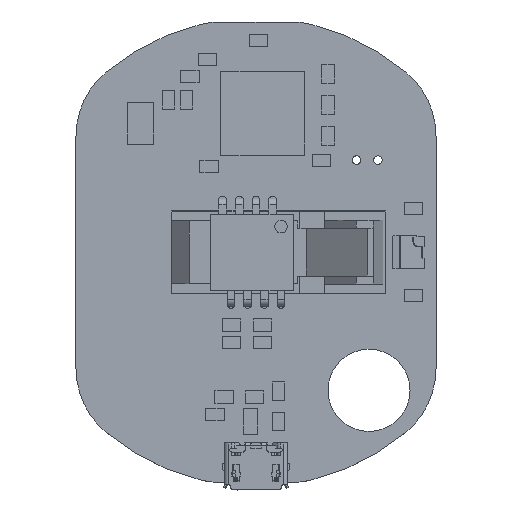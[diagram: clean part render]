
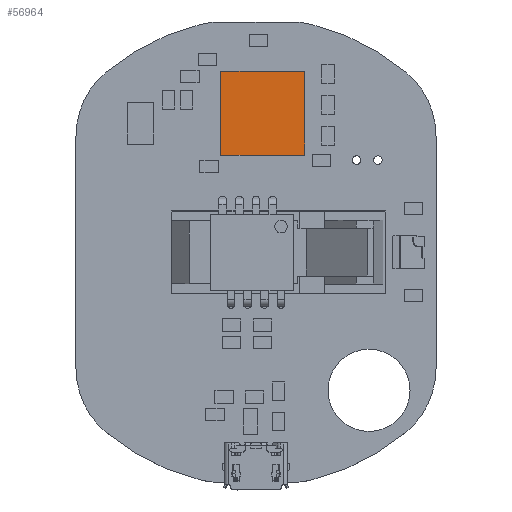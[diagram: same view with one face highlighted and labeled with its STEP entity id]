
A CAD part, top view. The second image highlights one B-rep face of the part: STEP entity #56964.
In plain terms, the highlighted planar face has unit normal (0, 0, 1).
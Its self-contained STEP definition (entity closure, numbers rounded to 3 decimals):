
#56835 = VERTEX_POINT('',#56836);
#56836 = CARTESIAN_POINT('',(5.,-5.,1.15));
#56842 = EDGE_CURVE('',#56835,#56843,#56845,.T.);
#56843 = VERTEX_POINT('',#56844);
#56844 = CARTESIAN_POINT('',(5.,5.,1.15));
#56845 = LINE('',#56846,#56847);
#56846 = CARTESIAN_POINT('',(5.,-5.,1.15));
#56847 = VECTOR('',#56848,1.);
#56848 = DIRECTION('',(0.,1.,0.));
#56873 = EDGE_CURVE('',#56843,#56874,#56876,.T.);
#56874 = VERTEX_POINT('',#56875);
#56875 = CARTESIAN_POINT('',(-5.,5.,1.15));
#56876 = LINE('',#56877,#56878);
#56877 = CARTESIAN_POINT('',(5.,5.,1.15));
#56878 = VECTOR('',#56879,1.);
#56879 = DIRECTION('',(-1.,0.,0.));
#56904 = EDGE_CURVE('',#56874,#56905,#56907,.T.);
#56905 = VERTEX_POINT('',#56906);
#56906 = CARTESIAN_POINT('',(-5.,-5.,1.15));
#56907 = LINE('',#56908,#56909);
#56908 = CARTESIAN_POINT('',(-5.,5.,1.15));
#56909 = VECTOR('',#56910,1.);
#56910 = DIRECTION('',(0.,-1.,0.));
#56935 = EDGE_CURVE('',#56905,#56835,#56936,.T.);
#56936 = LINE('',#56937,#56938);
#56937 = CARTESIAN_POINT('',(-5.,-5.,1.15));
#56938 = VECTOR('',#56939,1.);
#56939 = DIRECTION('',(1.,0.,0.));
#56964 = ADVANCED_FACE('',(#56965),#56971,.F.);
#56965 = FACE_BOUND('',#56966,.T.);
#56966 = EDGE_LOOP('',(#56967,#56968,#56969,#56970));
#56967 = ORIENTED_EDGE('',*,*,#56842,.T.);
#56968 = ORIENTED_EDGE('',*,*,#56873,.T.);
#56969 = ORIENTED_EDGE('',*,*,#56904,.T.);
#56970 = ORIENTED_EDGE('',*,*,#56935,.T.);
#56971 = PLANE('',#56972);
#56972 = AXIS2_PLACEMENT_3D('',#56973,#56974,#56975);
#56973 = CARTESIAN_POINT('',(5.,-5.,1.15));
#56974 = DIRECTION('',(0.,0.,-1.));
#56975 = DIRECTION('',(-1.,0.,0.));
